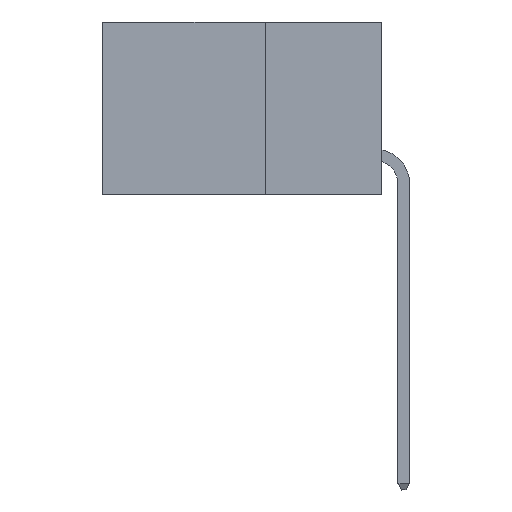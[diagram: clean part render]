
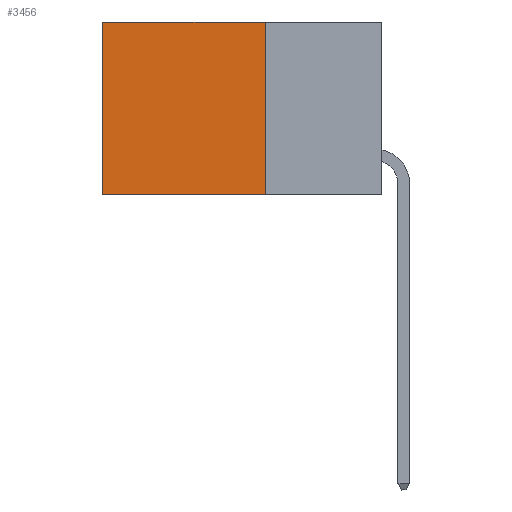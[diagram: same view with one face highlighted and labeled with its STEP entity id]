
A CAD part, left-side view. The second image highlights one B-rep face of the part: STEP entity #3456.
In plain terms, the highlighted planar face has unit normal (-1, 0, 0).
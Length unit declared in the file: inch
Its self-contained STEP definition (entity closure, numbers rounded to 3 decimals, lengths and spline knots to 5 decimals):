
#47 = EDGE_CURVE ( 'NONE', #7065, #29520, #24305, .T. ) ;
#1389 = ORIENTED_EDGE ( 'NONE', *, *, #17889, .F. ) ;
#1584 = EDGE_LOOP ( 'NONE', ( #30697, #1389, #3519, #8952 ) ) ;
#1938 = VECTOR ( 'NONE', #11180, 39.37008 ) ;
#2297 = CARTESIAN_POINT ( 'NONE',  ( 0.2875, 0.25, 0. ) ) ;
#3456 = ADVANCED_FACE ( 'NONE', ( #18727 ), #14962, .F. ) ;
#3519 = ORIENTED_EDGE ( 'NONE', *, *, #28453, .F. ) ;
#4694 = DIRECTION ( 'NONE',  ( 0., 0., -1. ) ) ;
#5648 = AXIS2_PLACEMENT_3D ( 'NONE', #2297, #12520, #15635 ) ;
#5935 = DIRECTION ( 'NONE',  ( 0., 1., 0. ) ) ;
#7065 = VERTEX_POINT ( 'NONE', #20623 ) ;
#7229 = DIRECTION ( 'NONE',  ( 0., 0., -1. ) ) ;
#8930 = LINE ( 'NONE', #29301, #1938 ) ;
#8952 = ORIENTED_EDGE ( 'NONE', *, *, #11868, .T. ) ;
#10694 = VECTOR ( 'NONE', #5935, 39.37008 ) ;
#11180 = DIRECTION ( 'NONE',  ( 0., 1., 0. ) ) ;
#11716 = VERTEX_POINT ( 'NONE', #32975 ) ;
#11868 = EDGE_CURVE ( 'NONE', #12295, #7065, #8930, .T. ) ;
#12295 = VERTEX_POINT ( 'NONE', #33099 ) ;
#12520 = DIRECTION ( 'NONE',  ( 1., 0., 0. ) ) ;
#14962 = PLANE ( 'NONE',  #5648 ) ;
#15262 = VECTOR ( 'NONE', #4694, 39.37008 ) ;
#15635 = DIRECTION ( 'NONE',  ( 0., 0., -1. ) ) ;
#15681 = LINE ( 'NONE', #30043, #10694 ) ;
#17325 = VECTOR ( 'NONE', #7229, 39.37008 ) ;
#17889 = EDGE_CURVE ( 'NONE', #11716, #29520, #15681, .T. ) ;
#18727 = FACE_OUTER_BOUND ( 'NONE', #1584, .T. ) ;
#19343 = LINE ( 'NONE', #26126, #15262 ) ;
#20623 = CARTESIAN_POINT ( 'NONE',  ( 0.2875, 0.6, 0. ) ) ;
#24305 = LINE ( 'NONE', #25790, #17325 ) ;
#25790 = CARTESIAN_POINT ( 'NONE',  ( 0.2875, 0.6, 0. ) ) ;
#26126 = CARTESIAN_POINT ( 'NONE',  ( 0.2875, 0.25, 0. ) ) ;
#26723 = CARTESIAN_POINT ( 'NONE',  ( 0.2875, 0.6, -0.37 ) ) ;
#28453 = EDGE_CURVE ( 'NONE', #12295, #11716, #19343, .T. ) ;
#29301 = CARTESIAN_POINT ( 'NONE',  ( 0.2875, 0.25, 0. ) ) ;
#29520 = VERTEX_POINT ( 'NONE', #26723 ) ;
#30043 = CARTESIAN_POINT ( 'NONE',  ( 0.2875, 0.25, -0.37 ) ) ;
#30697 = ORIENTED_EDGE ( 'NONE', *, *, #47, .T. ) ;
#32975 = CARTESIAN_POINT ( 'NONE',  ( 0.2875, 0.25, -0.37 ) ) ;
#33099 = CARTESIAN_POINT ( 'NONE',  ( 0.2875, 0.25, 0. ) ) ;
